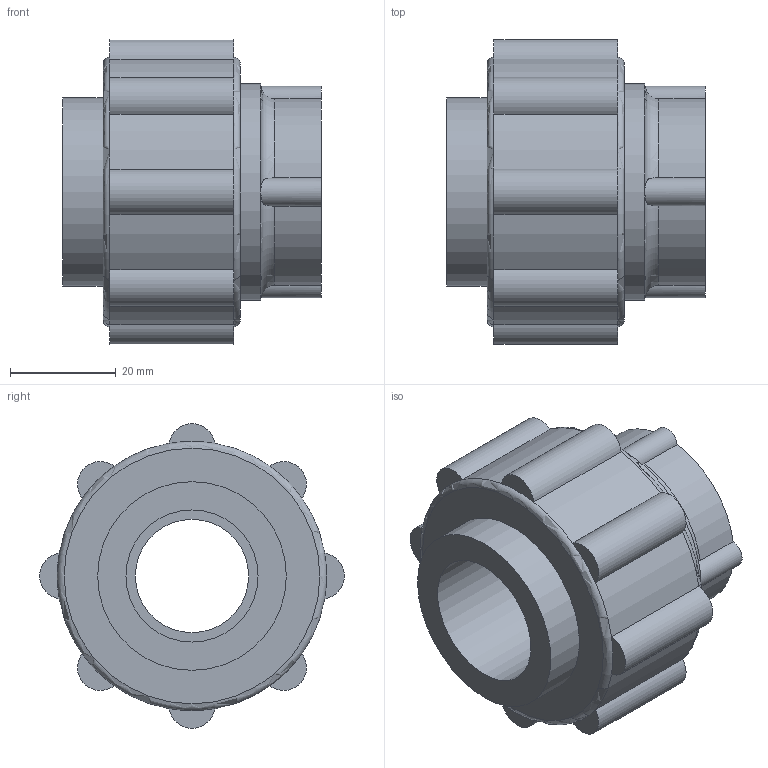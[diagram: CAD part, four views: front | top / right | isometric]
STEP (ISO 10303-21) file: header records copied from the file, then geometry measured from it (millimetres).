
FILE_DESCRIPTION( ( 'STEP AP214' ), '1' );
FILE_NAME( 'AGRU_11024112507_Union Type 24_FPM-sealing_PPR grey_25 - MOP 10 bar (architecture400).stp', '2022-03-15T11:29:17', ( 'License CC BY-ND 4.0' ), ( 'CADENAS' ), ' ', 'PARTsolutions', ' ' );
FILE_SCHEMA( ( 'AUTOMOTIVE_DESIGN { 1 0 10303 214 1 1 1 1 }' ) );
Length unit declared in the file: millimetre
Products named in the file (1): _AGRU_11024112507_Union Type 24_FPM-sealing_PPR grey_25   - MOP 10 bar (architecture400)
Bounding box: 49 x 57.67 x 57.67 mm (x, y, z)
Volume: 59183.7 mm3; surface area: 14673.9 mm2
Topology: 1 solids, 1 shells, 54 faces, 112 edges, 63 vertices
Faces by surface type: cylinder 29, plane 21, torus 3, cone 1
Full cylindrical faces by diameter (mm): 21.433 x1, 25 x2, 35.7 x1, 41.05 x1
Entity records: 1948 total; most frequent: CARTESIAN_POINT 363, DIRECTION 278, ORIENTED_EDGE 200, AXIS2_PLACEMENT_3D 127, EDGE_CURVE 100, CIRCLE 72, EDGE_LOOP 68, FACE_OUTER_BOUND 62
